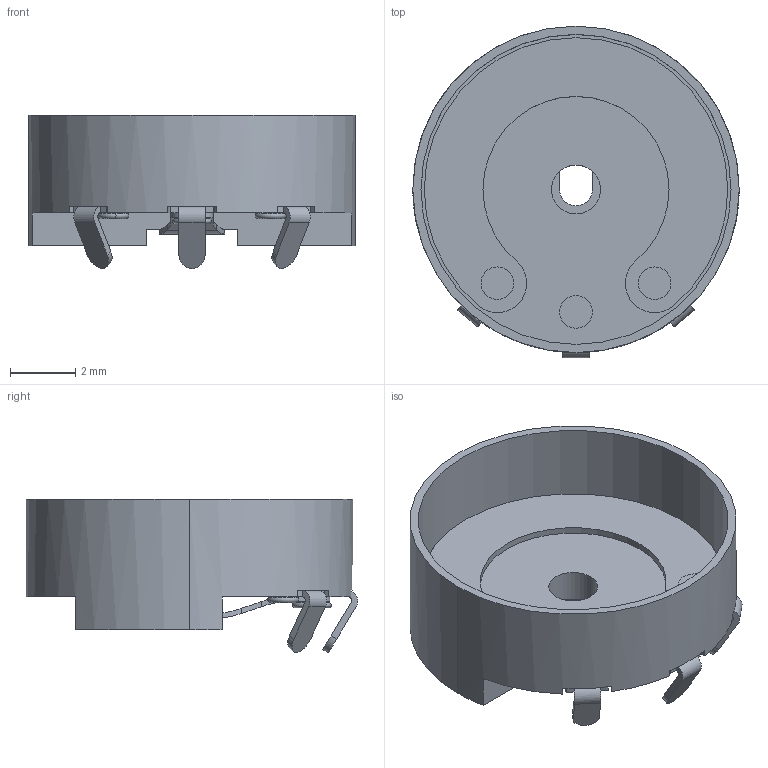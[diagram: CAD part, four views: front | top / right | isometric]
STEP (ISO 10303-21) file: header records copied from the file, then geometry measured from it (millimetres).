
FILE_DESCRIPTION (( 'STEP AP214' ), '1' );
FILE_NAME ('Pot1.STEP', '2015-07-21T18:33:14', ( '' ), ( '' ), 'SwSTEP 2.0', 'SolidWorks 2015', '' );
FILE_SCHEMA (( 'AUTOMOTIVE_DESIGN' ));
Length unit declared in the file: millimetre
Products named in the file (1): Pot1
Bounding box: 10 x 10.16 x 4.72 mm (x, y, z)
Volume: 96.5 mm3; surface area: 502.3 mm2
Topology: 9 solids, 9 shells, 175 faces, 425 edges, 279 vertices
Faces by surface type: cylinder 83, plane 74, cone 6, torus 6, sphere 6
Entity records: 5823 total; most frequent: DIRECTION 961, CARTESIAN_POINT 922, ORIENTED_EDGE 850, EDGE_CURVE 425, AXIS2_PLACEMENT_3D 374, VERTEX_POINT 279, VECTOR 213, LINE 213
